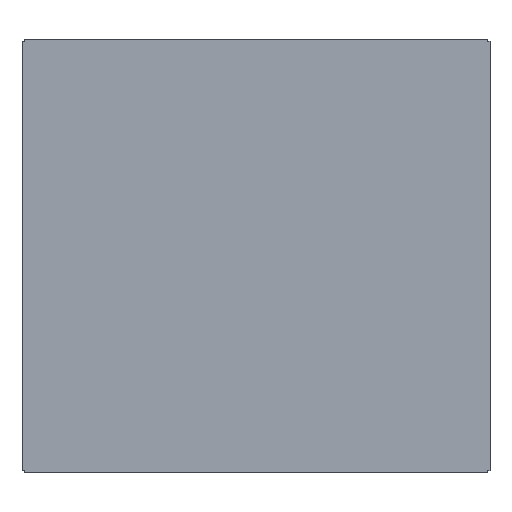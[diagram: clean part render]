
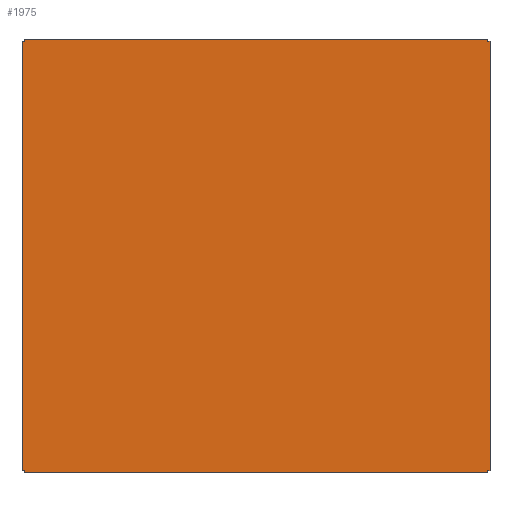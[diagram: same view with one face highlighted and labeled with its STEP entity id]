
A CAD part, front view. The second image highlights one B-rep face of the part: STEP entity #1975.
In plain terms, the highlighted planar face has unit normal (0, -1, 0).
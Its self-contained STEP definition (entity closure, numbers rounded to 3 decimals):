
#80 = CARTESIAN_POINT ( 'NONE',  ( 212.5, 0., 0. ) ) ;
#178 = CARTESIAN_POINT ( 'NONE',  ( 0., 0., 197. ) ) ;
#208 = EDGE_CURVE ( 'NONE', #2381, #1532, #1566, .T. ) ;
#226 = CARTESIAN_POINT ( 'NONE',  ( -210.498, 0., 0. ) ) ;
#231 = CARTESIAN_POINT ( 'NONE',  ( -212.5, 0., 194.998 ) ) ;
#244 = VECTOR ( 'NONE', #2958, 1000. ) ;
#245 = CARTESIAN_POINT ( 'NONE',  ( 210.498, 0., 0. ) ) ;
#254 = CARTESIAN_POINT ( 'NONE',  ( -210.498, 0., -194.998 ) ) ;
#285 = DIRECTION ( 'NONE',  ( 0., 0., 1. ) ) ;
#287 = EDGE_CURVE ( 'NONE', #1029, #2451, #1280, .T. ) ;
#325 = ORIENTED_EDGE ( 'NONE', *, *, #1840, .T. ) ;
#358 = ORIENTED_EDGE ( 'NONE', *, *, #287, .T. ) ;
#373 = CARTESIAN_POINT ( 'NONE',  ( 0., 0., 194.998 ) ) ;
#524 = VECTOR ( 'NONE', #693, 1000. ) ;
#537 = ORIENTED_EDGE ( 'NONE', *, *, #1354, .F. ) ;
#589 = LINE ( 'NONE', #2559, #827 ) ;
#632 = VERTEX_POINT ( 'NONE', #780 ) ;
#635 = EDGE_CURVE ( 'NONE', #2067, #1483, #2966, .T. ) ;
#669 = ORIENTED_EDGE ( 'NONE', *, *, #635, .T. ) ;
#693 = DIRECTION ( 'NONE',  ( -1., 0., 0. ) ) ;
#728 = VECTOR ( 'NONE', #285, 1000. ) ;
#759 = CARTESIAN_POINT ( 'NONE',  ( 212.5, 0., -194.998 ) ) ;
#767 = CARTESIAN_POINT ( 'NONE',  ( -210.498, 0., -197. ) ) ;
#780 = CARTESIAN_POINT ( 'NONE',  ( -210.498, 0., 197. ) ) ;
#818 = CARTESIAN_POINT ( 'NONE',  ( 210.498, 0., -197. ) ) ;
#827 = VECTOR ( 'NONE', #2580, 1000. ) ;
#932 = CARTESIAN_POINT ( 'NONE',  ( 0., 0., -197. ) ) ;
#934 = DIRECTION ( 'NONE',  ( 0., 1., 0. ) ) ;
#1029 = VERTEX_POINT ( 'NONE', #254 ) ;
#1101 = ORIENTED_EDGE ( 'NONE', *, *, #208, .F. ) ;
#1109 = DIRECTION ( 'NONE',  ( -1., 0., 0. ) ) ;
#1115 = LINE ( 'NONE', #2378, #3135 ) ;
#1196 = VECTOR ( 'NONE', #1868, 1000. ) ;
#1210 = DIRECTION ( 'NONE',  ( 0., 0., 1. ) ) ;
#1232 = CARTESIAN_POINT ( 'NONE',  ( 210.498, 0., -194.998 ) ) ;
#1280 = LINE ( 'NONE', #1551, #3088 ) ;
#1309 = EDGE_CURVE ( 'NONE', #2930, #2067, #589, .T. ) ;
#1313 = DIRECTION ( 'NONE',  ( 0., 0., -1. ) ) ;
#1328 = CARTESIAN_POINT ( 'NONE',  ( -212.5, 0., 0. ) ) ;
#1329 = VECTOR ( 'NONE', #2209, 1000. ) ;
#1354 = EDGE_CURVE ( 'NONE', #632, #2064, #1832, .T. ) ;
#1424 = ORIENTED_EDGE ( 'NONE', *, *, #2788, .F. ) ;
#1451 = LINE ( 'NONE', #226, #3030 ) ;
#1461 = EDGE_CURVE ( 'NONE', #2930, #2148, #2167, .T. ) ;
#1469 = ORIENTED_EDGE ( 'NONE', *, *, #2768, .F. ) ;
#1483 = VERTEX_POINT ( 'NONE', #3156 ) ;
#1532 = VERTEX_POINT ( 'NONE', #231 ) ;
#1551 = CARTESIAN_POINT ( 'NONE',  ( -210.498, 0., 0. ) ) ;
#1559 = ORIENTED_EDGE ( 'NONE', *, *, #2271, .F. ) ;
#1566 = LINE ( 'NONE', #1328, #728 ) ;
#1577 = CARTESIAN_POINT ( 'NONE',  ( -210.498, 0., 194.998 ) ) ;
#1593 = VECTOR ( 'NONE', #3093, 1000. ) ;
#1829 = AXIS2_PLACEMENT_3D ( 'NONE', #3164, #934, #1909 ) ;
#1832 = LINE ( 'NONE', #178, #1196 ) ;
#1840 = EDGE_CURVE ( 'NONE', #3143, #1532, #2321, .T. ) ;
#1844 = LINE ( 'NONE', #1879, #1593 ) ;
#1853 = VECTOR ( 'NONE', #2704, 1000. ) ;
#1868 = DIRECTION ( 'NONE',  ( 1., 0., 0. ) ) ;
#1879 = CARTESIAN_POINT ( 'NONE',  ( 0., 0., 194.998 ) ) ;
#1909 = DIRECTION ( 'NONE',  ( 1., 0., 0. ) ) ;
#1922 = EDGE_CURVE ( 'NONE', #1029, #2381, #1951, .T. ) ;
#1951 = LINE ( 'NONE', #2942, #1329 ) ;
#1975 = ADVANCED_FACE ( 'NONE', ( #2420 ), #3134, .F. ) ;
#2039 = ORIENTED_EDGE ( 'NONE', *, *, #1461, .F. ) ;
#2064 = VERTEX_POINT ( 'NONE', #2217 ) ;
#2067 = VERTEX_POINT ( 'NONE', #759 ) ;
#2142 = LINE ( 'NONE', #932, #524 ) ;
#2148 = VERTEX_POINT ( 'NONE', #818 ) ;
#2167 = LINE ( 'NONE', #245, #244 ) ;
#2209 = DIRECTION ( 'NONE',  ( -1., 0., 0. ) ) ;
#2217 = CARTESIAN_POINT ( 'NONE',  ( 210.498, 0., 197. ) ) ;
#2271 = EDGE_CURVE ( 'NONE', #2294, #1483, #1844, .T. ) ;
#2294 = VERTEX_POINT ( 'NONE', #3108 ) ;
#2312 = EDGE_CURVE ( 'NONE', #2064, #2294, #1115, .T. ) ;
#2321 = LINE ( 'NONE', #373, #2499 ) ;
#2372 = ORIENTED_EDGE ( 'NONE', *, *, #1922, .F. ) ;
#2378 = CARTESIAN_POINT ( 'NONE',  ( 210.498, 0., 195. ) ) ;
#2381 = VERTEX_POINT ( 'NONE', #2572 ) ;
#2420 = FACE_OUTER_BOUND ( 'NONE', #2998, .T. ) ;
#2451 = VERTEX_POINT ( 'NONE', #767 ) ;
#2499 = VECTOR ( 'NONE', #1109, 1000. ) ;
#2509 = ORIENTED_EDGE ( 'NONE', *, *, #1309, .T. ) ;
#2559 = CARTESIAN_POINT ( 'NONE',  ( 0., 0., -194.998 ) ) ;
#2572 = CARTESIAN_POINT ( 'NONE',  ( -212.5, 0., -194.998 ) ) ;
#2580 = DIRECTION ( 'NONE',  ( 1., 0., 0. ) ) ;
#2622 = DIRECTION ( 'NONE',  ( 0., 0., -1. ) ) ;
#2704 = DIRECTION ( 'NONE',  ( 0., 0., 1. ) ) ;
#2768 = EDGE_CURVE ( 'NONE', #2148, #2451, #2142, .T. ) ;
#2788 = EDGE_CURVE ( 'NONE', #3143, #632, #1451, .T. ) ;
#2930 = VERTEX_POINT ( 'NONE', #1232 ) ;
#2942 = CARTESIAN_POINT ( 'NONE',  ( 789.502, 0., -194.998 ) ) ;
#2958 = DIRECTION ( 'NONE',  ( 0., 0., -1. ) ) ;
#2966 = LINE ( 'NONE', #80, #1853 ) ;
#2998 = EDGE_LOOP ( 'NONE', ( #1469, #2039, #2509, #669, #1559, #3169, #537, #1424, #325, #1101, #2372, #358 ) ) ;
#3030 = VECTOR ( 'NONE', #1210, 1000. ) ;
#3088 = VECTOR ( 'NONE', #1313, 1000. ) ;
#3093 = DIRECTION ( 'NONE',  ( 1., 0., 0. ) ) ;
#3108 = CARTESIAN_POINT ( 'NONE',  ( 210.498, 0., 194.998 ) ) ;
#3134 = PLANE ( 'NONE',  #1829 ) ;
#3135 = VECTOR ( 'NONE', #2622, 1000. ) ;
#3143 = VERTEX_POINT ( 'NONE', #1577 ) ;
#3156 = CARTESIAN_POINT ( 'NONE',  ( 212.5, 0., 194.998 ) ) ;
#3164 = CARTESIAN_POINT ( 'NONE',  ( 0., 0., 0. ) ) ;
#3169 = ORIENTED_EDGE ( 'NONE', *, *, #2312, .F. ) ;
